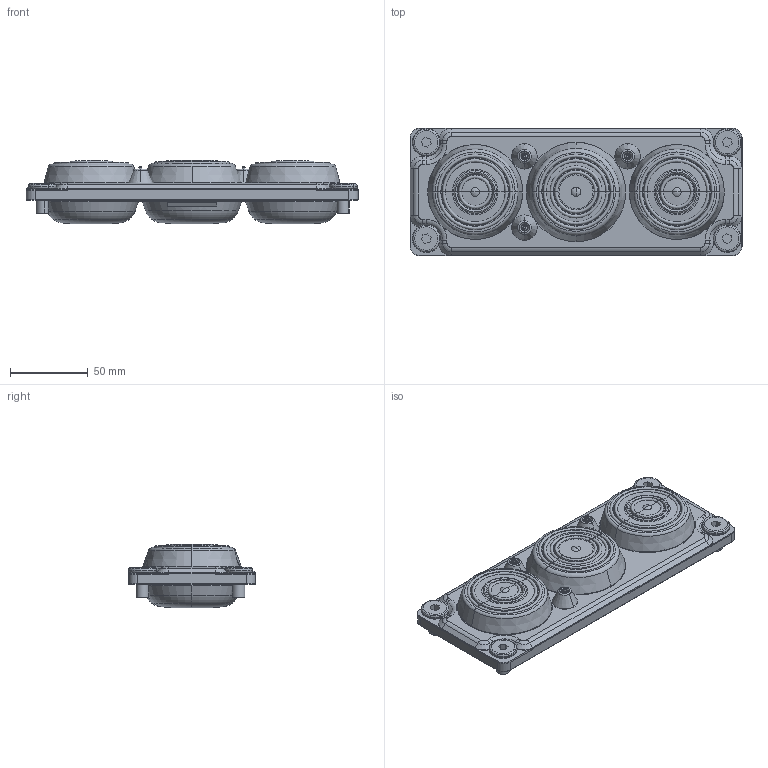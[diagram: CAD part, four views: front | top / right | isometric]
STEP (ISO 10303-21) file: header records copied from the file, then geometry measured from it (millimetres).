
FILE_DESCRIPTION((''),'2;1');
FILE_NAME('ASM0001_ASM','2022-09-05T09:04:00',('klemen.sitar'),('Audax d.o.o.'),'CREO PARAMETRIC BY PTC INC, 2021304','CREO PARAMETRIC BY PTC INC, 2021304','');
FILE_SCHEMA(('AP242_MANAGED_MODEL_BASED_3D_ENGINEERING_MIM_LF { 1 0 10303 442 1 1 4 }'));
Length unit declared in the file: millimetre
Products named in the file (6): X1; EH-TKC-36-S_1_2_3_4_5_6_7_2_1_1; EH-TKC-36-S_1_2_3_4_5_6_7_3_1_1; EH-TKC-36-S_1_2_3_4_5_6_7_4_1_1; EH-TKC-36-S_1_2_3_4_5_6_7_5_1_1; ASM0001_ASM
Assembly tree (5 placements, depth 2):
  ASM0001_ASM
    X1
    EH-TKC-36-S_1_2_3_4_5_6_7_2_1_1
    EH-TKC-36-S_1_2_3_4_5_6_7_3_1_1
    EH-TKC-36-S_1_2_3_4_5_6_7_4_1_1
    EH-TKC-36-S_1_2_3_4_5_6_7_5_1_1
Bounding box: 214 x 82 x 41 mm (x, y, z)
Volume: 6123.1 mm3; surface area: 88436.5 mm2
Topology: 4 solids, 9 shells, 710 faces, 1624 edges, 948 vertices
Faces by surface type: torus 256, cone 182, plane 133, cylinder 95, bspline 38, sphere 6
Entity records: 32283 total; most frequent: CARTESIAN_POINT 5842, DIRECTION 3966, ORIENTED_EDGE 3216, PRESENTATION_STYLE_ASSIGNMENT 2230, STYLED_ITEM 2230, AXIS2_PLACEMENT_3D 1724, CURVE_STYLE 1623, EDGE_CURVE 1618
